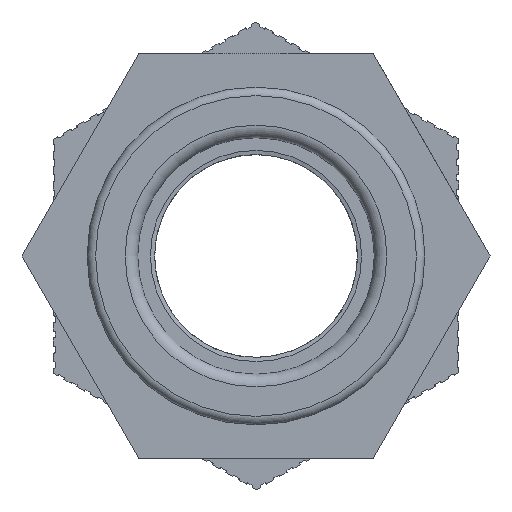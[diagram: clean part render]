
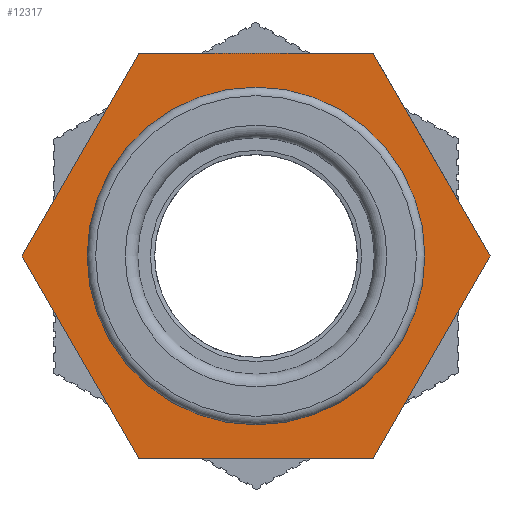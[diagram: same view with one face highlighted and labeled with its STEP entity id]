
A CAD part, front view. The second image highlights one B-rep face of the part: STEP entity #12317.
In plain terms, the highlighted planar face has unit normal (0, -1, 0).
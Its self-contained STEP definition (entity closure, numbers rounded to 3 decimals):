
#579=LINE('',#17039,#1369);
#663=LINE('',#17604,#1453);
#740=LINE('',#21367,#1530);
#741=LINE('',#21368,#1531);
#742=LINE('',#21370,#1532);
#743=LINE('',#21371,#1533);
#1369=VECTOR('',#13499,13.856);
#1453=VECTOR('',#13635,13.856);
#1530=VECTOR('',#13786,13.856);
#1531=VECTOR('',#13787,13.856);
#1532=VECTOR('',#13788,13.856);
#1533=VECTOR('',#13789,13.856);
#2231=PLANE('',#12793);
#2464=FACE_BOUND('',#3431,.T.);
#2763=FACE_OUTER_BOUND('',#3430,.T.);
#3430=EDGE_LOOP('',(#9382,#9383,#9384,#9385,#9386,#9387));
#3431=EDGE_LOOP('',(#9388));
#3809=CIRCLE('',#12697,10.);
#4773=VERTEX_POINT('',#16006);
#4916=VERTEX_POINT('',#17037);
#4917=VERTEX_POINT('',#17038);
#5004=VERTEX_POINT('',#17603);
#5222=VERTEX_POINT('',#21365);
#5223=VERTEX_POINT('',#21366);
#5224=VERTEX_POINT('',#21369);
#6016=EDGE_CURVE('',#4773,#4773,#3809,.T.);
#6229=EDGE_CURVE('',#4916,#4917,#579,.T.);
#6359=EDGE_CURVE('',#5004,#4916,#663,.T.);
#6719=EDGE_CURVE('',#5222,#5223,#740,.T.);
#6720=EDGE_CURVE('',#4917,#5222,#741,.T.);
#6721=EDGE_CURVE('',#5224,#5004,#742,.T.);
#6722=EDGE_CURVE('',#5223,#5224,#743,.T.);
#9382=ORIENTED_EDGE('',*,*,#6719,.F.);
#9383=ORIENTED_EDGE('',*,*,#6720,.F.);
#9384=ORIENTED_EDGE('',*,*,#6229,.F.);
#9385=ORIENTED_EDGE('',*,*,#6359,.F.);
#9386=ORIENTED_EDGE('',*,*,#6721,.F.);
#9387=ORIENTED_EDGE('',*,*,#6722,.F.);
#9388=ORIENTED_EDGE('',*,*,#6016,.F.);
#12317=ADVANCED_FACE('',(#2763,#2464),#2231,.T.);
#12697=AXIS2_PLACEMENT_3D('',#16007,#13313,#13314);
#12793=AXIS2_PLACEMENT_3D('',#21364,#13784,#13785);
#13313=DIRECTION('center_axis',(0.,-1.,0.));
#13314=DIRECTION('ref_axis',(1.,0.,0.));
#13499=DIRECTION('',(0.5,0.,-0.866));
#13635=DIRECTION('',(1.,0.,0.));
#13784=DIRECTION('center_axis',(0.,-1.,0.));
#13785=DIRECTION('ref_axis',(0.,0.,-1.));
#13786=DIRECTION('',(-1.,0.,0.));
#13787=DIRECTION('',(-0.5,0.,-0.866));
#13788=DIRECTION('',(0.5,0.,0.866));
#13789=DIRECTION('',(-0.5,0.,0.866));
#16006=CARTESIAN_POINT('',(-10.,10.,0.));
#16007=CARTESIAN_POINT('Origin',(0.,10.,0.));
#17037=CARTESIAN_POINT('',(6.928,10.,12.));
#17038=CARTESIAN_POINT('',(13.856,10.,0.));
#17039=CARTESIAN_POINT('',(6.928,10.,12.));
#17603=CARTESIAN_POINT('',(-6.928,10.,12.));
#17604=CARTESIAN_POINT('',(-6.928,10.,12.));
#21364=CARTESIAN_POINT('Origin',(0.,10.,0.));
#21365=CARTESIAN_POINT('',(6.928,10.,-12.));
#21366=CARTESIAN_POINT('',(-6.928,10.,-12.));
#21367=CARTESIAN_POINT('',(6.928,10.,-12.));
#21368=CARTESIAN_POINT('',(13.856,10.,0.));
#21369=CARTESIAN_POINT('',(-13.856,10.,0.));
#21370=CARTESIAN_POINT('',(-13.856,10.,0.));
#21371=CARTESIAN_POINT('',(-6.928,10.,-12.));
